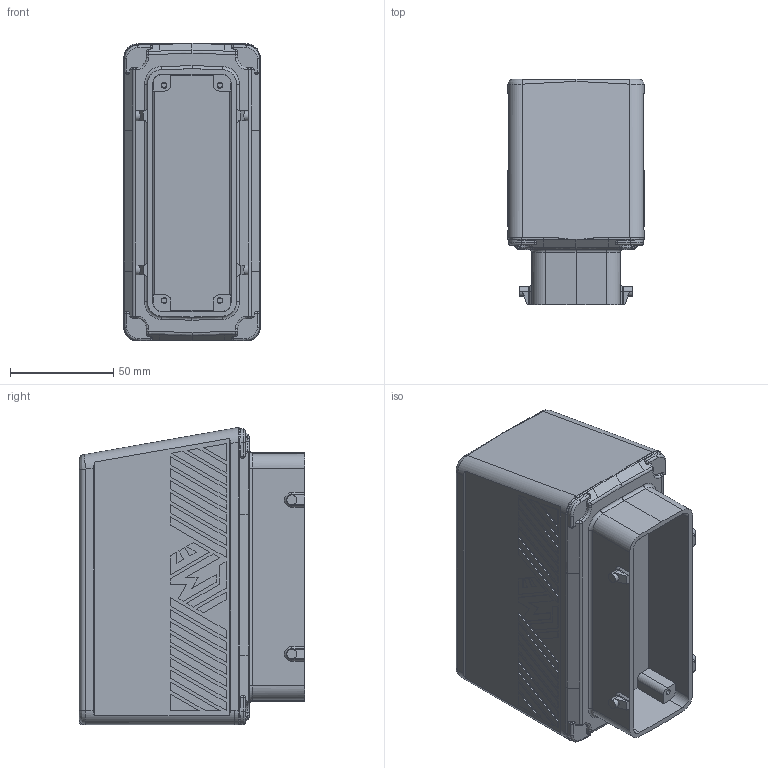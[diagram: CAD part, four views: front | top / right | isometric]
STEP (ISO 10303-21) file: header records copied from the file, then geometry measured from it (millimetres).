
FILE_DESCRIPTION(('Creo Elements/Direct Modeling STEP Export'),'2;1');
FILE_NAME('0ln7tug54e4gj4q3548','2020-08-28T 9:02:25',(''),(''),'Creo Elements/Direct Modeling STEP processor for AP214 (Solid Model)','Creo Elements/Direct Modeling 20.1B 02-Apr-2019 (C) Parametric Technology GmbH','');
FILE_SCHEMA(('AUTOMOTIVE_DESIGN { 1 0 10303 214 1 1 1 1 }'));
Length unit declared in the file: millimetre
Products named in the file (2): MBV_24.720
Assembly tree (1 placements, depth 2):
  MBV_24.720
    MBV_24.720
Bounding box: 66.01 x 108.97 x 143.75 mm (x, y, z)
Volume: 691716.1 mm3; surface area: 80140.4 mm2
Topology: 1 solids, 1 shells, 568 faces, 1431 edges, 916 vertices
Faces by surface type: plane 370, cylinder 112, bspline 54, torus 12, cone 12, sphere 8
Entity records: 26422 total; most frequent: CARTESIAN_POINT 13016, ORIENTED_EDGE 2850, DIRECTION 2447, EDGE_CURVE 1425, VECTOR 997, LINE 997, VERTEX_POINT 916, AXIS2_PLACEMENT_3D 725
